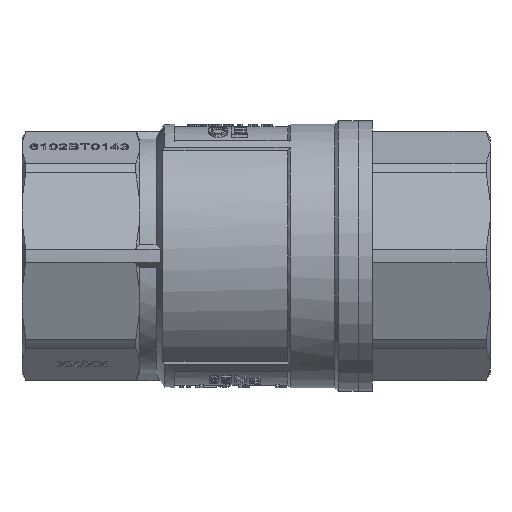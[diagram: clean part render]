
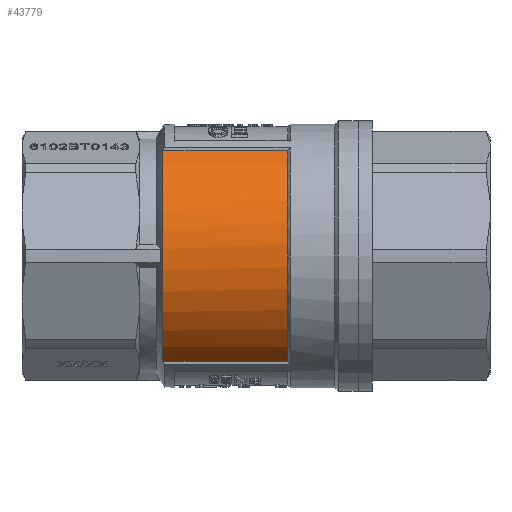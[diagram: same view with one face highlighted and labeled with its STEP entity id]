
A CAD part, front view. The second image highlights one B-rep face of the part: STEP entity #43779.
In plain terms, the highlighted cylindrical face has radius 27.5 mm (diameter 55 mm), a partial arc.
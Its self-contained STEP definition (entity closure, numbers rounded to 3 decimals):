
#3992=LINE('',#63719,#7426);
#4104=LINE('',#64419,#7538);
#7426=VECTOR('',#51530,1000.);
#7538=VECTOR('',#52194,1000.);
#13265=ORIENTED_EDGE('',*,*,#21681,.T.);
#13266=ORIENTED_EDGE('',*,*,#20374,.F.);
#13267=ORIENTED_EDGE('',*,*,#21341,.F.);
#13268=ORIENTED_EDGE('',*,*,#21682,.T.);
#20374=EDGE_CURVE('',#25160,#25161,#27631,.T.);
#21341=EDGE_CURVE('',#25804,#25160,#3992,.T.);
#21681=EDGE_CURVE('',#26104,#25161,#4104,.T.);
#21682=EDGE_CURVE('',#25804,#26104,#27737,.T.);
#25160=VERTEX_POINT('',#61735);
#25161=VERTEX_POINT('',#61736);
#25804=VERTEX_POINT('',#63718);
#26104=VERTEX_POINT('',#64420);
#27631=CIRCLE('',#45293,27.5);
#27737=CIRCLE('',#46470,27.5);
#28460=EDGE_LOOP('',(#13265,#13266,#13267,#13268));
#30368=FACE_BOUND('',#28460,.T.);
#31742=CYLINDRICAL_SURFACE('',#46469,27.5);
#43779=ADVANCED_FACE('',(#30368),#31742,.T.);
#45293=AXIS2_PLACEMENT_3D('',#61734,#49328,#49329);
#46469=AXIS2_PLACEMENT_3D('',#64418,#52192,#52193);
#46470=AXIS2_PLACEMENT_3D('',#64421,#52195,#52196);
#49328=DIRECTION('',(-1.,0.,0.));
#49329=DIRECTION('',(0.,1.,0.));
#51530=DIRECTION('',(-1.,0.,0.));
#52192=DIRECTION('',(-1.,0.,0.));
#52193=DIRECTION('',(0.,1.,0.));
#52194=DIRECTION('',(-1.,0.,0.));
#52195=DIRECTION('',(-1.,0.,0.));
#52196=DIRECTION('',(0.,1.,0.));
#61734=CARTESIAN_POINT('',(-19.707,0.,0.));
#61735=CARTESIAN_POINT('',(-19.707,-16.,-22.366));
#61736=CARTESIAN_POINT('',(-19.707,-16.,22.366));
#63718=CARTESIAN_POINT('',(6.85,-16.,-22.366));
#63719=CARTESIAN_POINT('',(1.6,-16.,-22.366));
#64418=CARTESIAN_POINT('',(1.6,0.,0.));
#64419=CARTESIAN_POINT('',(1.6,-16.,22.366));
#64420=CARTESIAN_POINT('',(6.85,-16.,22.366));
#64421=CARTESIAN_POINT('',(6.85,0.,0.));
